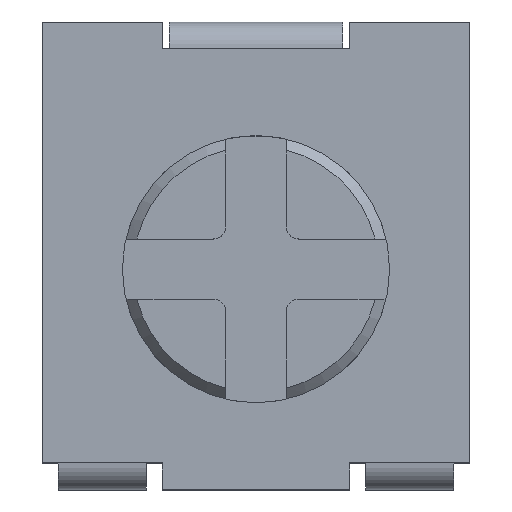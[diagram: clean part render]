
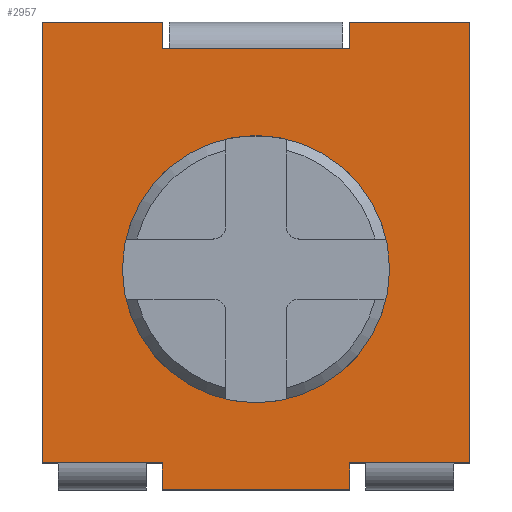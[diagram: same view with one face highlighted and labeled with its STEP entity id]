
A CAD part, top view. The second image highlights one B-rep face of the part: STEP entity #2957.
In plain terms, the highlighted planar face has unit normal (0, 0, 1).
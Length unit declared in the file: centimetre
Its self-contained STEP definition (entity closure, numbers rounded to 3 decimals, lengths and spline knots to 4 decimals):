
#30 = DIRECTION ( 'NONE',  ( 0., -1., 0. ) ) ;
#37 = AXIS2_PLACEMENT_3D ( 'NONE', #2274, #566, #307 ) ;
#46 = LINE ( 'NONE', #1056, #3038 ) ;
#55 = LINE ( 'NONE', #2868, #730 ) ;
#101 = EDGE_CURVE ( 'NONE', #2101, #2566, #2677, .T. ) ;
#110 = CARTESIAN_POINT ( 'NONE',  ( 0.07, 0.165, 0.22 ) ) ;
#162 = VECTOR ( 'NONE', #1865, 100. ) ;
#185 = VERTEX_POINT ( 'NONE', #2325 ) ;
#265 = VECTOR ( 'NONE', #1273, 100. ) ;
#301 = VECTOR ( 'NONE', #2335, 100. ) ;
#307 = DIRECTION ( 'NONE',  ( -1., 0., 0. ) ) ;
#341 = ORIENTED_EDGE ( 'NONE', *, *, #1406, .T. ) ;
#361 = CARTESIAN_POINT ( 'NONE',  ( -0.16, 0.175, 0.22 ) ) ;
#393 = CARTESIAN_POINT ( 'NONE',  ( 0.1, -0.01, 0.22 ) ) ;
#414 = EDGE_CURVE ( 'NONE', #522, #2287, #1676, .T. ) ;
#491 = LINE ( 'NONE', #875, #1136 ) ;
#518 = VERTEX_POINT ( 'NONE', #2604 ) ;
#522 = VERTEX_POINT ( 'NONE', #1157 ) ;
#566 = DIRECTION ( 'NONE',  ( 0., 0., -1. ) ) ;
#606 = CARTESIAN_POINT ( 'NONE',  ( 0.07, 0.175, 0.22 ) ) ;
#619 = VECTOR ( 'NONE', #1349, 100. ) ;
#730 = VECTOR ( 'NONE', #30, 100. ) ;
#767 = DIRECTION ( 'NONE',  ( 0., 0., 1. ) ) ;
#777 = VERTEX_POINT ( 'NONE', #2830 ) ;
#816 = EDGE_CURVE ( 'NONE', #1834, #2661, #3101, .T. ) ;
#846 = EDGE_CURVE ( 'NONE', #777, #1668, #2082, .T. ) ;
#875 = CARTESIAN_POINT ( 'NONE',  ( 0.07, -0.165, 0.22 ) ) ;
#901 = CARTESIAN_POINT ( 'NONE',  ( 0., 0.175, 0.22 ) ) ;
#934 = EDGE_CURVE ( 'NONE', #1975, #2709, #2266, .T. ) ;
#1030 = CARTESIAN_POINT ( 'NONE',  ( -0.07, -0.175, 0.22 ) ) ;
#1044 = DIRECTION ( 'NONE',  ( -1., 0., 0. ) ) ;
#1056 = CARTESIAN_POINT ( 'NONE',  ( -0.07, 0., 0.22 ) ) ;
#1136 = VECTOR ( 'NONE', #1612, 100. ) ;
#1157 = CARTESIAN_POINT ( 'NONE',  ( 0.07, -0.175, 0.22 ) ) ;
#1190 = ORIENTED_EDGE ( 'NONE', *, *, #2056, .T. ) ;
#1198 = VECTOR ( 'NONE', #1044, 100. ) ;
#1273 = DIRECTION ( 'NONE',  ( 0., -1., 0. ) ) ;
#1275 = EDGE_CURVE ( 'NONE', #518, #1668, #2550, .T. ) ;
#1292 = ORIENTED_EDGE ( 'NONE', *, *, #1336, .T. ) ;
#1324 = VERTEX_POINT ( 'NONE', #2395 ) ;
#1336 = EDGE_CURVE ( 'NONE', #2566, #2101, #2468, .T. ) ;
#1349 = DIRECTION ( 'NONE',  ( 0., -1., 0. ) ) ;
#1406 = EDGE_CURVE ( 'NONE', #522, #518, #491, .T. ) ;
#1445 = EDGE_CURVE ( 'NONE', #1795, #1834, #1694, .T. ) ;
#1481 = ORIENTED_EDGE ( 'NONE', *, *, #3214, .T. ) ;
#1499 = EDGE_LOOP ( 'NONE', ( #1911, #341, #2176, #1575, #1823, #2928, #3036, #1689, #2177, #3066, #1481, #1190 ) ) ;
#1532 = EDGE_CURVE ( 'NONE', #2661, #2709, #46, .T. ) ;
#1571 = VECTOR ( 'NONE', #2128, 100. ) ;
#1575 = ORIENTED_EDGE ( 'NONE', *, *, #846, .F. ) ;
#1601 = CARTESIAN_POINT ( 'NONE',  ( 0., 0.155, 0.22 ) ) ;
#1612 = DIRECTION ( 'NONE',  ( 0., 1., 0. ) ) ;
#1638 = LINE ( 'NONE', #2887, #301 ) ;
#1668 = VERTEX_POINT ( 'NONE', #2612 ) ;
#1676 = LINE ( 'NONE', #2113, #162 ) ;
#1689 = ORIENTED_EDGE ( 'NONE', *, *, #1532, .T. ) ;
#1694 = LINE ( 'NONE', #110, #619 ) ;
#1715 = DIRECTION ( 'NONE',  ( 1., 0., 0. ) ) ;
#1749 = CARTESIAN_POINT ( 'NONE',  ( 0., 0., 0.22 ) ) ;
#1750 = EDGE_LOOP ( 'NONE', ( #1985, #1292 ) ) ;
#1795 = VERTEX_POINT ( 'NONE', #606 ) ;
#1823 = ORIENTED_EDGE ( 'NONE', *, *, #2694, .T. ) ;
#1826 = DIRECTION ( 'NONE',  ( 1., 0., 0. ) ) ;
#1834 = VERTEX_POINT ( 'NONE', #2296 ) ;
#1865 = DIRECTION ( 'NONE',  ( -1., 0., 0. ) ) ;
#1883 = LINE ( 'NONE', #901, #1571 ) ;
#1911 = ORIENTED_EDGE ( 'NONE', *, *, #414, .F. ) ;
#1975 = VERTEX_POINT ( 'NONE', #361 ) ;
#1985 = ORIENTED_EDGE ( 'NONE', *, *, #101, .T. ) ;
#1998 = AXIS2_PLACEMENT_3D ( 'NONE', #1749, #767, #2232 ) ;
#2056 = EDGE_CURVE ( 'NONE', #185, #2287, #55, .T. ) ;
#2082 = LINE ( 'NONE', #2589, #265 ) ;
#2101 = VERTEX_POINT ( 'NONE', #2606 ) ;
#2113 = CARTESIAN_POINT ( 'NONE',  ( 0., -0.175, 0.22 ) ) ;
#2128 = DIRECTION ( 'NONE',  ( -1., 0., 0. ) ) ;
#2158 = CARTESIAN_POINT ( 'NONE',  ( 0., -0.155, 0.22 ) ) ;
#2176 = ORIENTED_EDGE ( 'NONE', *, *, #1275, .T. ) ;
#2177 = ORIENTED_EDGE ( 'NONE', *, *, #934, .F. ) ;
#2178 = AXIS2_PLACEMENT_3D ( 'NONE', #2495, #2529, #2842 ) ;
#2232 = DIRECTION ( 'NONE',  ( 1., 0., 0. ) ) ;
#2262 = DIRECTION ( 'NONE',  ( 1., 0., 0. ) ) ;
#2266 = LINE ( 'NONE', #3078, #2930 ) ;
#2274 = CARTESIAN_POINT ( 'NONE',  ( 0., -0.01, 0.22 ) ) ;
#2287 = VERTEX_POINT ( 'NONE', #1030 ) ;
#2296 = CARTESIAN_POINT ( 'NONE',  ( 0.07, 0.155, 0.22 ) ) ;
#2309 = CARTESIAN_POINT ( 'NONE',  ( 0., -0.155, 0.22 ) ) ;
#2325 = CARTESIAN_POINT ( 'NONE',  ( -0.07, -0.155, 0.22 ) ) ;
#2330 = FACE_OUTER_BOUND ( 'NONE', #1499, .T. ) ;
#2335 = DIRECTION ( 'NONE',  ( 0., 1., 0. ) ) ;
#2360 = CARTESIAN_POINT ( 'NONE',  ( -0.07, 0.155, 0.22 ) ) ;
#2395 = CARTESIAN_POINT ( 'NONE',  ( -0.16, -0.155, 0.22 ) ) ;
#2406 = VECTOR ( 'NONE', #1826, 100. ) ;
#2468 = CIRCLE ( 'NONE', #37, 0.1 ) ;
#2495 = CARTESIAN_POINT ( 'NONE',  ( 0., -0.01, 0.22 ) ) ;
#2529 = DIRECTION ( 'NONE',  ( 0., 0., -1. ) ) ;
#2540 = PLANE ( 'NONE',  #1998 ) ;
#2546 = EDGE_CURVE ( 'NONE', #1324, #1975, #1638, .T. ) ;
#2550 = LINE ( 'NONE', #2158, #3053 ) ;
#2566 = VERTEX_POINT ( 'NONE', #393 ) ;
#2589 = CARTESIAN_POINT ( 'NONE',  ( 0.16, 0., 0.22 ) ) ;
#2604 = CARTESIAN_POINT ( 'NONE',  ( 0.07, -0.155, 0.22 ) ) ;
#2606 = CARTESIAN_POINT ( 'NONE',  ( -0.1, -0.01, 0.22 ) ) ;
#2612 = CARTESIAN_POINT ( 'NONE',  ( 0.16, -0.155, 0.22 ) ) ;
#2638 = CARTESIAN_POINT ( 'NONE',  ( -0.07, 0.175, 0.22 ) ) ;
#2661 = VERTEX_POINT ( 'NONE', #2360 ) ;
#2677 = CIRCLE ( 'NONE', #2178, 0.1 ) ;
#2694 = EDGE_CURVE ( 'NONE', #777, #1795, #1883, .T. ) ;
#2709 = VERTEX_POINT ( 'NONE', #2638 ) ;
#2794 = DIRECTION ( 'NONE',  ( 0., 1., 0. ) ) ;
#2830 = CARTESIAN_POINT ( 'NONE',  ( 0.16, 0.175, 0.22 ) ) ;
#2842 = DIRECTION ( 'NONE',  ( -1., 0., 0. ) ) ;
#2868 = CARTESIAN_POINT ( 'NONE',  ( -0.07, -0.165, 0.22 ) ) ;
#2887 = CARTESIAN_POINT ( 'NONE',  ( -0.16, 0., 0.22 ) ) ;
#2928 = ORIENTED_EDGE ( 'NONE', *, *, #1445, .T. ) ;
#2930 = VECTOR ( 'NONE', #2262, 100. ) ;
#2957 = ADVANCED_FACE ( 'NONE', ( #2330, #2990 ), #2540, .T. ) ;
#2990 = FACE_BOUND ( 'NONE', #1750, .T. ) ;
#3036 = ORIENTED_EDGE ( 'NONE', *, *, #816, .T. ) ;
#3038 = VECTOR ( 'NONE', #2794, 100. ) ;
#3053 = VECTOR ( 'NONE', #1715, 100. ) ;
#3066 = ORIENTED_EDGE ( 'NONE', *, *, #2546, .F. ) ;
#3073 = LINE ( 'NONE', #2309, #2406 ) ;
#3078 = CARTESIAN_POINT ( 'NONE',  ( 0., 0.175, 0.22 ) ) ;
#3101 = LINE ( 'NONE', #1601, #1198 ) ;
#3214 = EDGE_CURVE ( 'NONE', #1324, #185, #3073, .T. ) ;
